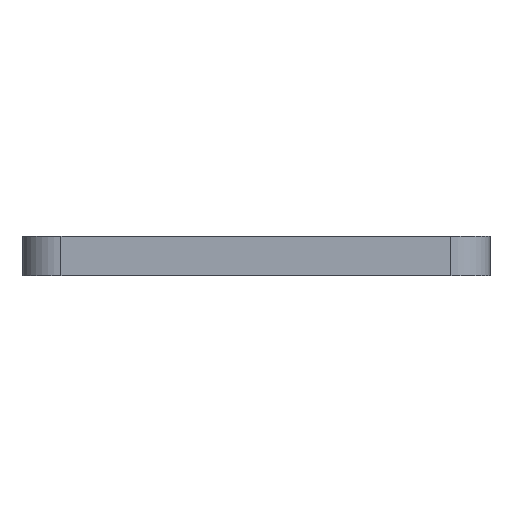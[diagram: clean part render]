
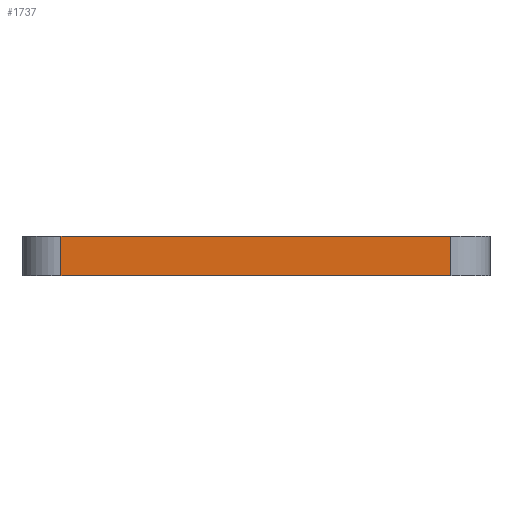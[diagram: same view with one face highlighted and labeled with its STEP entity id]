
A CAD part, front view. The second image highlights one B-rep face of the part: STEP entity #1737.
In plain terms, the highlighted planar face has unit normal (0, -1, 0).
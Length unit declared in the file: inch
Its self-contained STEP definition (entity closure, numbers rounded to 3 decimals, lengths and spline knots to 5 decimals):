
#12 = CARTESIAN_POINT ( 'NONE',  ( -1.25, -6., 0.125 ) ) ;
#128 = EDGE_CURVE ( 'NONE', #1411, #1070, #1126, .T. ) ;
#183 = LINE ( 'NONE', #1342, #1359 ) ;
#192 = VERTEX_POINT ( 'NONE', #1116 ) ;
#358 = PLANE ( 'NONE',  #884 ) ;
#378 = DIRECTION ( 'NONE',  ( 0., 0., -1. ) ) ;
#411 = DIRECTION ( 'NONE',  ( 1., 0., 0. ) ) ;
#568 = EDGE_CURVE ( 'NONE', #192, #1411, #1745, .T. ) ;
#569 = VECTOR ( 'NONE', #624, 39.37008 ) ;
#624 = DIRECTION ( 'NONE',  ( 0., 0., 1. ) ) ;
#639 = EDGE_CURVE ( 'NONE', #1750, #192, #183, .T. ) ;
#752 = LINE ( 'NONE', #914, #1040 ) ;
#884 = AXIS2_PLACEMENT_3D ( 'NONE', #12, #1502, #378 ) ;
#914 = CARTESIAN_POINT ( 'NONE',  ( 0., -6., 0.125 ) ) ;
#937 = CARTESIAN_POINT ( 'NONE',  ( 0., -6., -0.125 ) ) ;
#949 = CARTESIAN_POINT ( 'NONE',  ( 1.25, -6., 0. ) ) ;
#1040 = VECTOR ( 'NONE', #411, 39.37008 ) ;
#1070 = VERTEX_POINT ( 'NONE', #1917 ) ;
#1077 = VECTOR ( 'NONE', #2086, 39.37008 ) ;
#1092 = ORIENTED_EDGE ( 'NONE', *, *, #128, .T. ) ;
#1116 = CARTESIAN_POINT ( 'NONE',  ( -1.25, -6., -0.125 ) ) ;
#1126 = LINE ( 'NONE', #949, #569 ) ;
#1327 = EDGE_LOOP ( 'NONE', ( #1613, #1092, #1734, #1877 ) ) ;
#1342 = CARTESIAN_POINT ( 'NONE',  ( -1.25, -6., 0. ) ) ;
#1359 = VECTOR ( 'NONE', #1646, 39.37008 ) ;
#1411 = VERTEX_POINT ( 'NONE', #1825 ) ;
#1490 = EDGE_CURVE ( 'NONE', #1750, #1070, #752, .T. ) ;
#1502 = DIRECTION ( 'NONE',  ( 0., -1., 0. ) ) ;
#1613 = ORIENTED_EDGE ( 'NONE', *, *, #568, .T. ) ;
#1646 = DIRECTION ( 'NONE',  ( 0., 0., -1. ) ) ;
#1734 = ORIENTED_EDGE ( 'NONE', *, *, #1490, .F. ) ;
#1737 = ADVANCED_FACE ( 'NONE', ( #2015 ), #358, .T. ) ;
#1745 = LINE ( 'NONE', #937, #1077 ) ;
#1750 = VERTEX_POINT ( 'NONE', #1820 ) ;
#1820 = CARTESIAN_POINT ( 'NONE',  ( -1.25, -6., 0.125 ) ) ;
#1825 = CARTESIAN_POINT ( 'NONE',  ( 1.25, -6., -0.125 ) ) ;
#1877 = ORIENTED_EDGE ( 'NONE', *, *, #639, .T. ) ;
#1917 = CARTESIAN_POINT ( 'NONE',  ( 1.25, -6., 0.125 ) ) ;
#2015 = FACE_OUTER_BOUND ( 'NONE', #1327, .T. ) ;
#2086 = DIRECTION ( 'NONE',  ( 1., 0., 0. ) ) ;
